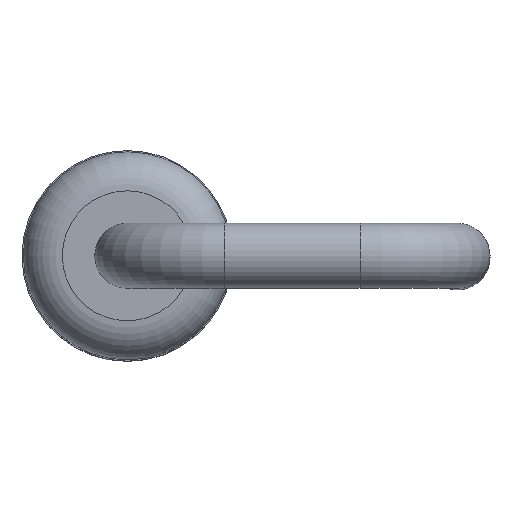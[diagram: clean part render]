
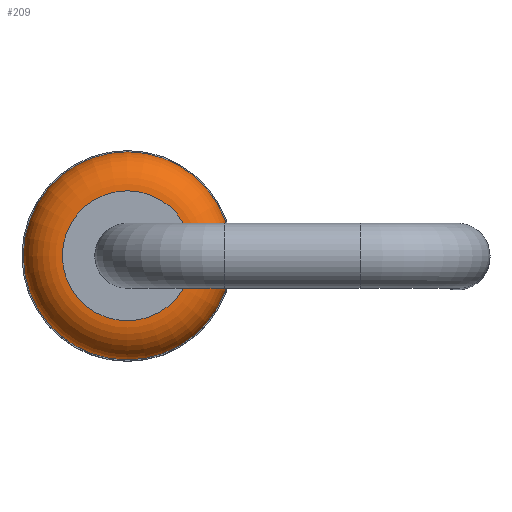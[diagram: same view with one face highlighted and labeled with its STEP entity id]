
A CAD part, top view. The second image highlights one B-rep face of the part: STEP entity #209.
In plain terms, the highlighted toroidal (fillet/blend) face has major radius 0.5 mm and minor radius 0.3 mm.
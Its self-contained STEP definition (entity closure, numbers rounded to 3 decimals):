
#39=TOROIDAL_SURFACE('',#243,0.5,0.3);
#45=FACE_OUTER_BOUND('',#61,.T.);
#61=EDGE_LOOP('',(#147,#148,#149,#150));
#78=CIRCLE('',#242,0.5);
#79=CIRCLE('',#244,0.8);
#80=CIRCLE('',#245,0.3);
#100=VERTEX_POINT('',#366);
#101=VERTEX_POINT('',#369);
#118=EDGE_CURVE('',#100,#100,#78,.T.);
#119=EDGE_CURVE('',#101,#101,#79,.T.);
#120=EDGE_CURVE('',#101,#100,#80,.T.);
#147=ORIENTED_EDGE('',*,*,#119,.F.);
#148=ORIENTED_EDGE('',*,*,#120,.T.);
#149=ORIENTED_EDGE('',*,*,#118,.T.);
#150=ORIENTED_EDGE('',*,*,#120,.F.);
#209=ADVANCED_FACE('',(#45),#39,.T.);
#242=AXIS2_PLACEMENT_3D('',#367,#285,#286);
#243=AXIS2_PLACEMENT_3D('',#368,#287,#288);
#244=AXIS2_PLACEMENT_3D('',#370,#289,#290);
#245=AXIS2_PLACEMENT_3D('',#371,#291,#292);
#285=DIRECTION('center_axis',(0.,0.,-1.));
#286=DIRECTION('ref_axis',(1.,0.,0.));
#287=DIRECTION('center_axis',(0.,0.,-1.));
#288=DIRECTION('ref_axis',(-1.,0.,0.));
#289=DIRECTION('center_axis',(0.,0.,-1.));
#290=DIRECTION('ref_axis',(1.,0.,0.));
#291=DIRECTION('center_axis',(0.,-1.,0.));
#292=DIRECTION('ref_axis',(1.,0.,0.));
#366=CARTESIAN_POINT('',(0.5,0.,4.5));
#367=CARTESIAN_POINT('Origin',(0.,0.,4.5));
#368=CARTESIAN_POINT('Origin',(0.,0.,4.2));
#369=CARTESIAN_POINT('',(0.8,0.,4.2));
#370=CARTESIAN_POINT('Origin',(0.,0.,4.2));
#371=CARTESIAN_POINT('Origin',(0.5,0.,
4.2));
